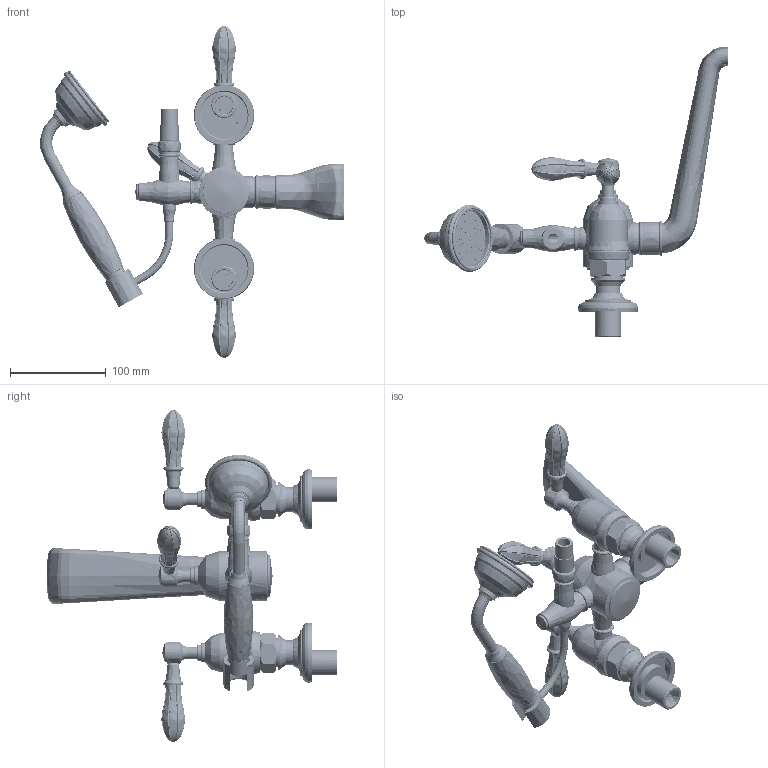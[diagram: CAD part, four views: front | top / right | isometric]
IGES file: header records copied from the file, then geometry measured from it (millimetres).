
Global section: file name: V2K33 TGB    V2K33 TGC; native system: Autodesk Inventor 2014; preprocessor: unknown; author: adaniels; date: 20140107.100052; units: millimetre
Bounding box: 317.07 x 303.41 x 346.4 mm (x, y, z)
Volume: 766628.9 mm3; surface area: 356831.7 mm2
Topology: 92 solids, 93 shells, 3136 faces, 8909 edges, 6050 vertices
Faces by surface type: bspline 3136
